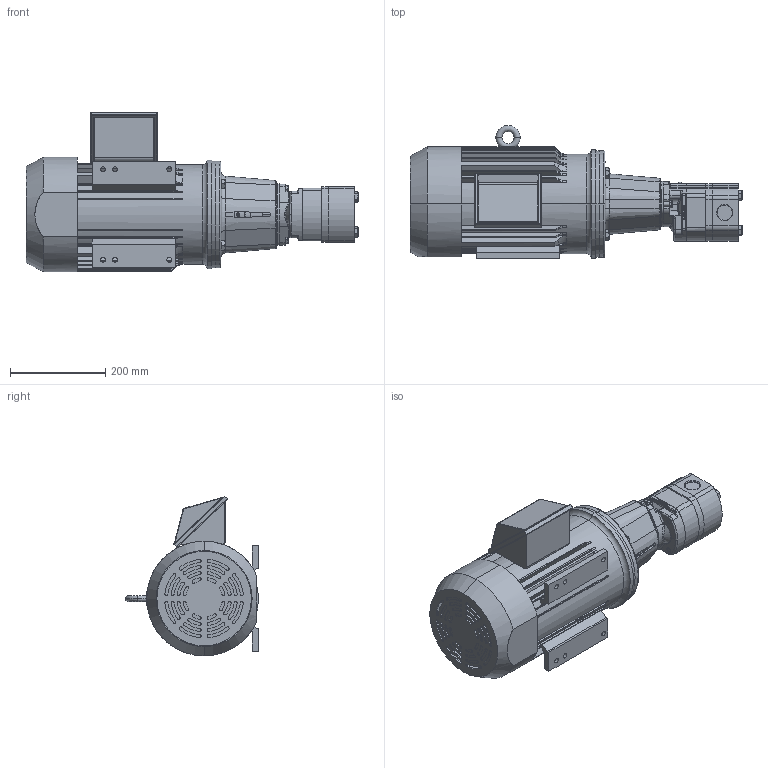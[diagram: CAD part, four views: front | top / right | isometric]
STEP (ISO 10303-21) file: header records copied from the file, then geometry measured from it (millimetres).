
FILE_DESCRIPTION (( 'STEP AP214' ), '1' );
FILE_NAME ('GPV-0758-85.STEP', '2019-05-21T20:10:08', ( '' ), ( '' ), 'SwSTEP 2.0', 'SolidWorks 2018', '' );
FILE_SCHEMA (( 'AUTOMOTIVE_DESIGN' ));
Length unit declared in the file: inch
Products named in the file (1): GPV-0758-85
Bounding box: 698.3 x 279.61 x 336.15 mm (x, y, z)
Volume: 17105172.1 mm3; surface area: 1211730.1 mm2
Topology: 13 solids, 13 shells, 1915 faces, 4897 edges, 3067 vertices
Faces by surface type: cylinder 636, plane 592, bspline 300, cone 228, torus 135, sphere 24
Entity records: 181214 total; most frequent: CARTESIAN_POINT 111633, ORIENTED_EDGE 9746, DIRECTION 8707, EDGE_CURVE 4873, AXIS2_PLACEMENT_3D 3446, VERTEX_POINT 3063, EDGE_LOOP 2116, UNCERTAINTY_MEASURE_WITH_UNIT 1930
